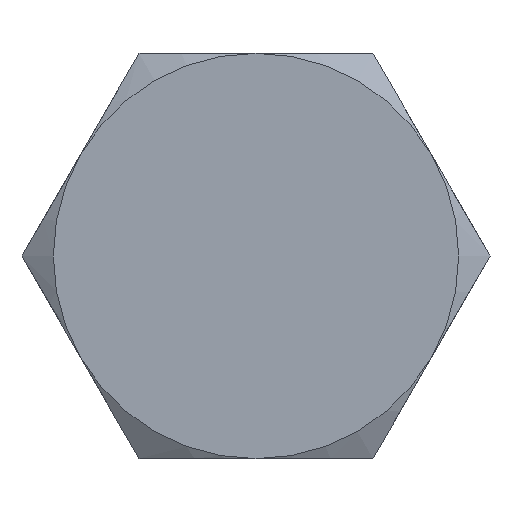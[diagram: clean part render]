
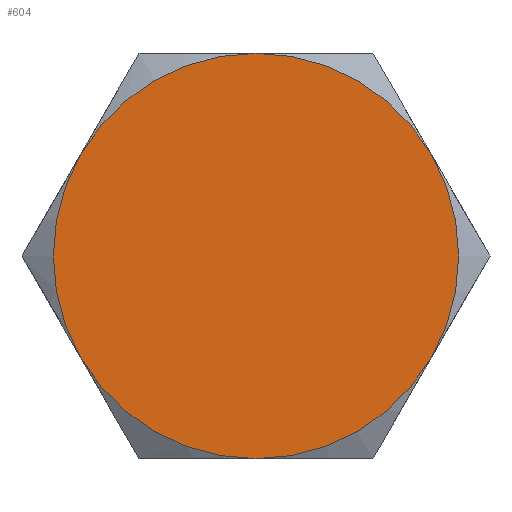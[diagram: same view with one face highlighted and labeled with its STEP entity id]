
A CAD part, left-side view. The second image highlights one B-rep face of the part: STEP entity #604.
In plain terms, the highlighted planar face has unit normal (-1, 0, 0).
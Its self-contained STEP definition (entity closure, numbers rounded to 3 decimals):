
#34=CARTESIAN_POINT('',(-3.5,-0.,-4.));
#35=VERTEX_POINT('',#34);
#80=CARTESIAN_POINT('',(-3.5,-3.464,-2.));
#81=VERTEX_POINT('',#80);
#119=CARTESIAN_POINT('',(-3.5,-3.464,2.));
#120=VERTEX_POINT('',#119);
#160=CARTESIAN_POINT('',(-3.5,3.464,2.));
#161=VERTEX_POINT('',#160);
#206=CARTESIAN_POINT('',(-3.5,0.,4.));
#207=VERTEX_POINT('',#206);
#469=CARTESIAN_POINT('',(-3.5,3.464,-2.));
#470=VERTEX_POINT('',#469);
#495=CARTESIAN_POINT('',(-3.5,0.,0.));
#496=DIRECTION('',(1.,0.,-0.));
#497=DIRECTION('',(-0.,0.,-1.));
#498=AXIS2_PLACEMENT_3D('',#495,#496,#497);
#499=CIRCLE('',#498,4.);
#500=EDGE_CURVE('',#161,#207,#499,.T.);
#513=CARTESIAN_POINT('',(-3.5,0.,0.));
#514=DIRECTION('',(1.,0.,-0.));
#515=DIRECTION('',(-0.,0.,-1.));
#516=AXIS2_PLACEMENT_3D('',#513,#514,#515);
#517=CIRCLE('',#516,4.);
#518=EDGE_CURVE('',#207,#120,#517,.T.);
#529=CARTESIAN_POINT('',(-3.5,0.,0.));
#530=DIRECTION('',(1.,0.,-0.));
#531=DIRECTION('',(-0.,0.,-1.));
#532=AXIS2_PLACEMENT_3D('',#529,#530,#531);
#533=CIRCLE('',#532,4.);
#534=EDGE_CURVE('',#470,#161,#533,.T.);
#546=CARTESIAN_POINT('',(-3.5,0.,0.));
#547=DIRECTION('',(1.,0.,-0.));
#548=DIRECTION('',(-0.,0.,-1.));
#549=AXIS2_PLACEMENT_3D('',#546,#547,#548);
#550=CIRCLE('',#549,4.);
#551=EDGE_CURVE('',#35,#470,#550,.T.);
#564=CARTESIAN_POINT('',(-3.5,0.,0.));
#565=DIRECTION('',(1.,0.,-0.));
#566=DIRECTION('',(-0.,0.,-1.));
#567=AXIS2_PLACEMENT_3D('',#564,#565,#566);
#568=CIRCLE('',#567,4.);
#569=EDGE_CURVE('',#81,#35,#568,.T.);
#581=CARTESIAN_POINT('',(-3.5,0.,0.));
#582=DIRECTION('',(1.,0.,-0.));
#583=DIRECTION('',(-0.,0.,-1.));
#584=AXIS2_PLACEMENT_3D('',#581,#582,#583);
#585=CIRCLE('',#584,4.);
#586=EDGE_CURVE('',#120,#81,#585,.T.);
#591=CARTESIAN_POINT('',(-3.5,0.,0.));
#592=DIRECTION('',(1.,0.,0.));
#593=DIRECTION('',(0.,0.,-1.));
#594=AXIS2_PLACEMENT_3D('',#591,#592,#593);
#595=PLANE('',#594);
#596=ORIENTED_EDGE('',*,*,#534,.F.);
#597=ORIENTED_EDGE('',*,*,#551,.F.);
#598=ORIENTED_EDGE('',*,*,#569,.F.);
#599=ORIENTED_EDGE('',*,*,#586,.F.);
#600=ORIENTED_EDGE('',*,*,#518,.F.);
#601=ORIENTED_EDGE('',*,*,#500,.F.);
#602=EDGE_LOOP('',(#596,#597,#598,#599,#600,#601));
#603=FACE_BOUND('',#602,.T.);
#604=ADVANCED_FACE('',(#603),#595,.F.);
